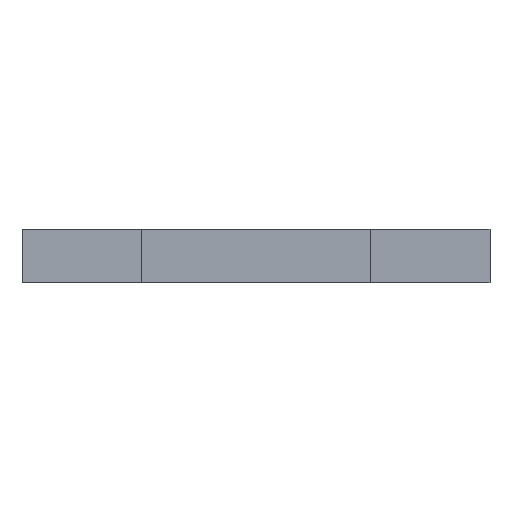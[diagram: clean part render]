
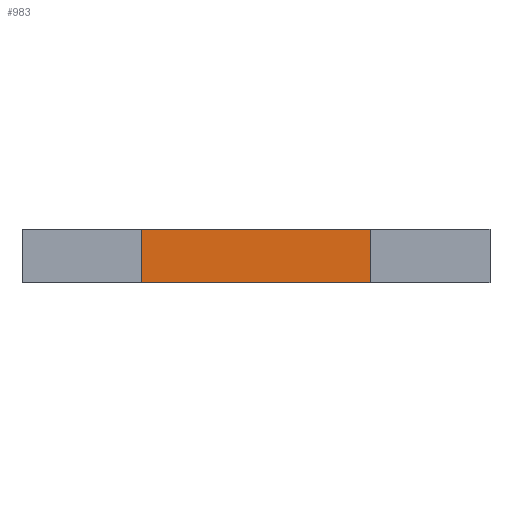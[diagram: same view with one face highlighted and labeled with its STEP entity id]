
A CAD part, front view. The second image highlights one B-rep face of the part: STEP entity #983.
In plain terms, the highlighted free-form (B-spline) face has degree [1, 1] with [2, 2] control points.
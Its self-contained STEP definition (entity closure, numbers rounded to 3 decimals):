
#948=(
BOUNDED_SURFACE()
B_SPLINE_SURFACE(1,1,((#949,#950),(#951,#952)),.UNSPECIFIED.,.F.,.F.,.F.)
B_SPLINE_SURFACE_WITH_KNOTS((2,2),(2,2),(0.000,1.000),(0.000,1.000),.UNSPECIFIED.)
GEOMETRIC_REPRESENTATION_ITEM()
RATIONAL_B_SPLINE_SURFACE(((1.,1.),(1.,1.)))
REPRESENTATION_ITEM('')
SURFACE()
);
#949=CARTESIAN_POINT('',(9.8,-12.3,4.6));
#950=CARTESIAN_POINT('',(9.8,-12.3,0.));
#951=CARTESIAN_POINT('',(-9.8,-12.3,4.6));
#952=CARTESIAN_POINT('',(-9.8,-12.3,0.));
#953=CARTESIAN_POINT('',(9.8,-12.3,0.));
#954=VERTEX_POINT('',#953);
#955=(
BOUNDED_CURVE()
B_SPLINE_CURVE(1,(#956,#957),.UNSPECIFIED.,.F.,.F.)
B_SPLINE_CURVE_WITH_KNOTS((2,2),(0.000,1.000),.UNSPECIFIED.)
CURVE()
GEOMETRIC_REPRESENTATION_ITEM()
RATIONAL_B_SPLINE_CURVE((1.,1.))
REPRESENTATION_ITEM('')
);
#956=CARTESIAN_POINT('',(9.8,-12.3,0.));
#957=CARTESIAN_POINT('',(-9.8,-12.3,0.));
#958=CARTESIAN_POINT('',(-9.8,-12.3,0.));
#959=VERTEX_POINT('',#958);
#960=EDGE_CURVE('',#954,#959,#955,.T.);
#961=ORIENTED_EDGE('',*,*,#960,.T.);
#962=(
BOUNDED_CURVE()
B_SPLINE_CURVE(1,(#963,#964),.UNSPECIFIED.,.F.,.F.)
B_SPLINE_CURVE_WITH_KNOTS((2,2),(0.000,1.000),.UNSPECIFIED.)
CURVE()
GEOMETRIC_REPRESENTATION_ITEM()
RATIONAL_B_SPLINE_CURVE((1.,1.))
REPRESENTATION_ITEM('')
);
#963=CARTESIAN_POINT('',(-9.8,-12.3,0.));
#964=CARTESIAN_POINT('',(-9.8,-12.3,4.6));
#965=CARTESIAN_POINT('',(-9.8,-12.3,4.6));
#966=VERTEX_POINT('',#965);
#967=EDGE_CURVE('',#959,#966,#962,.T.);
#968=ORIENTED_EDGE('',*,*,#967,.T.);
#969=(
BOUNDED_CURVE()
B_SPLINE_CURVE(1,(#970,#971),.UNSPECIFIED.,.F.,.F.)
B_SPLINE_CURVE_WITH_KNOTS((2,2),(0.000,1.000),.UNSPECIFIED.)
CURVE()
GEOMETRIC_REPRESENTATION_ITEM()
RATIONAL_B_SPLINE_CURVE((1.,1.))
REPRESENTATION_ITEM('')
);
#970=CARTESIAN_POINT('',(-9.8,-12.3,4.6));
#971=CARTESIAN_POINT('',(9.8,-12.3,4.6));
#972=CARTESIAN_POINT('',(9.8,-12.3,4.6));
#973=VERTEX_POINT('',#972);
#974=EDGE_CURVE('',#966,#973,#969,.T.);
#975=ORIENTED_EDGE('',*,*,#974,.T.);
#976=(
BOUNDED_CURVE()
B_SPLINE_CURVE(1,(#977,#978),.UNSPECIFIED.,.F.,.F.)
B_SPLINE_CURVE_WITH_KNOTS((2,2),(0.000,1.000),.UNSPECIFIED.)
CURVE()
GEOMETRIC_REPRESENTATION_ITEM()
RATIONAL_B_SPLINE_CURVE((1.,1.))
REPRESENTATION_ITEM('')
);
#977=CARTESIAN_POINT('',(9.8,-12.3,4.6));
#978=CARTESIAN_POINT('',(9.8,-12.3,0.));
#979=EDGE_CURVE('',#973,#954,#976,.T.);
#980=ORIENTED_EDGE('',*,*,#979,.T.);
#981=EDGE_LOOP('',(#961,#968,#975,#980));
#982=FACE_OUTER_BOUND('',#981,.T.);
#983=ADVANCED_FACE('',(#982),#948,.T.);
